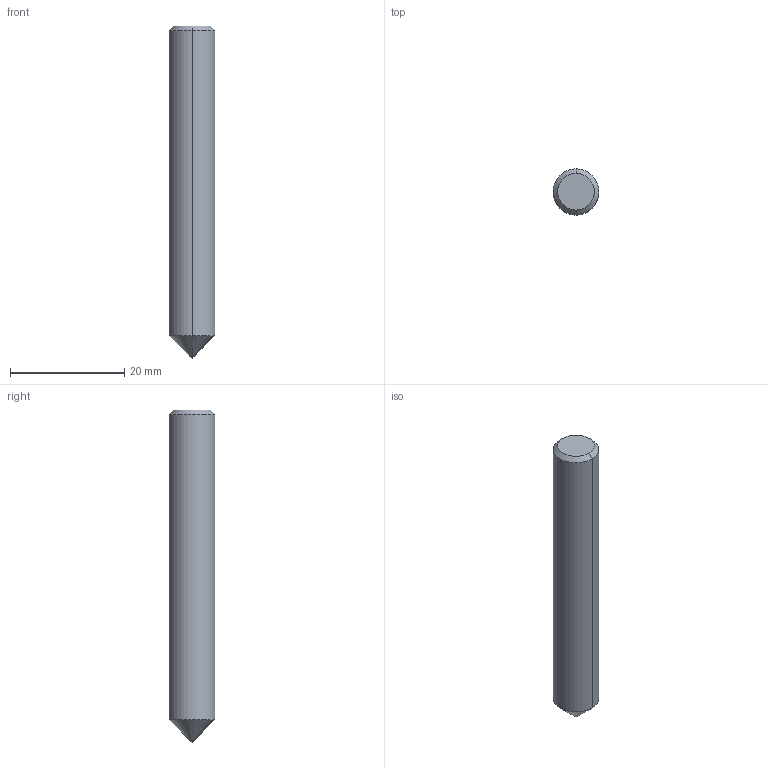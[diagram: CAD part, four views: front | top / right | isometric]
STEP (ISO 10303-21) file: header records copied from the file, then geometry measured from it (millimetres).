
FILE_DESCRIPTION((''),'2;1');
FILE_NAME('607633257-000-00-E43','2021-11-10T08:20:47',('OezerA'),(''),'CREO PARAMETRIC BY PTC INC, 2019030','CREO PARAMETRIC BY PTC INC, 2019030','');
FILE_SCHEMA(('AP242_MANAGED_MODEL_BASED_3D_ENGINEERING_MIM_LF { 1 0 10303 442 1 1 4 }'));
Length unit declared in the file: millimetre
Products named in the file (1): 607633257-000-00-E43
Bounding box: 8 x 8 x 58 mm (x, y, z)
Volume: 2778.2 mm3; surface area: 1468 mm2
Topology: 1 solids, 1 shells, 9 faces, 525 edges, 997 vertices
Faces by surface type: cone 6, cylinder 2, plane 1
Entity records: 3370 total; most frequent: CARTESIAN_POINT 1804, B_SPLINE_CURVE_WITH_KNOTS 377, DIRECTION 231, TRIMMED_CURVE 130, VECTOR 89, LINE 89, AXIS2_PLACEMENT_3D 71, CIRCLE 57
